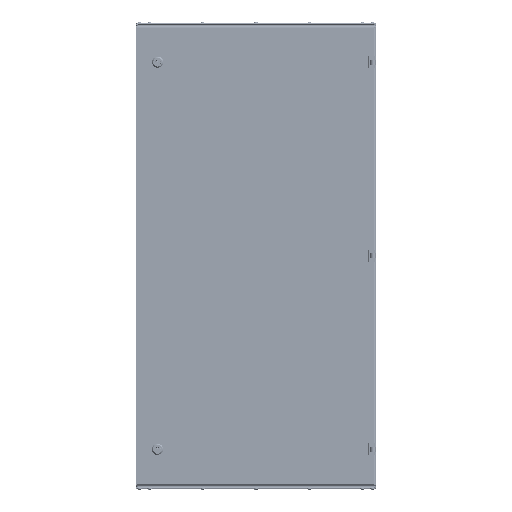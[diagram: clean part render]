
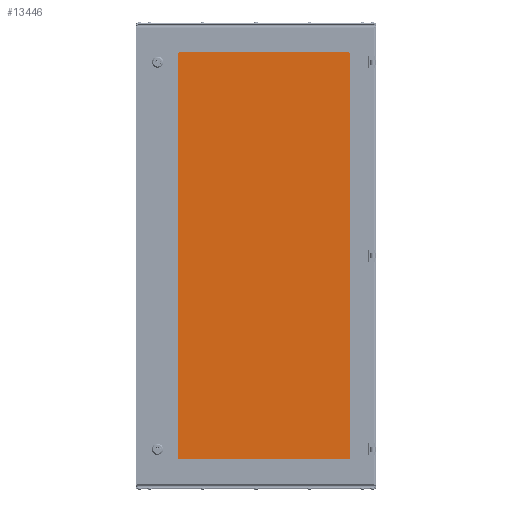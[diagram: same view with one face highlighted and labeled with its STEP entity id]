
A CAD part, top view. The second image highlights one B-rep face of the part: STEP entity #13446.
In plain terms, the highlighted planar face has unit normal (0, 0, 1).
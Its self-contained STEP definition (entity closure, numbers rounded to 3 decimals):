
#1340 = DIRECTION ( 'NONE',  ( 0., 0., 1. ) ) ;
#4813 = VERTEX_POINT ( 'NONE', #67555 ) ;
#5963 = AXIS2_PLACEMENT_3D ( 'NONE', #13819, #6289, #71853 ) ;
#6098 = VERTEX_POINT ( 'NONE', #86398 ) ;
#6289 = DIRECTION ( 'NONE',  ( 0., 0., 1. ) ) ;
#8895 = CARTESIAN_POINT ( 'NONE',  ( -217.75, -510.5, 4. ) ) ;
#9235 = EDGE_CURVE ( 'NONE', #17086, #53545, #66073, .T. ) ;
#9501 = CARTESIAN_POINT ( 'NONE',  ( 217.75, -520.5, 4. ) ) ;
#10056 = DIRECTION ( 'NONE',  ( 0., 0., 1. ) ) ;
#12731 = CARTESIAN_POINT ( 'NONE',  ( -227.75, -520.5, 4. ) ) ;
#13446 = ADVANCED_FACE ( 'NONE', ( #16607 ), #59099, .F. ) ;
#13819 = CARTESIAN_POINT ( 'NONE',  ( 217.75, 510.5, 4. ) ) ;
#16607 = FACE_OUTER_BOUND ( 'NONE', #58928, .T. ) ;
#16963 = EDGE_CURVE ( 'NONE', #48586, #93233, #22244, .T. ) ;
#17086 = VERTEX_POINT ( 'NONE', #9501 ) ;
#17302 = EDGE_CURVE ( 'NONE', #65945, #17086, #18406, .T. ) ;
#18406 = LINE ( 'NONE', #12731, #79484 ) ;
#20577 = ORIENTED_EDGE ( 'NONE', *, *, #47798, .T. ) ;
#20883 = CARTESIAN_POINT ( 'NONE',  ( -217.75, -520.5, 4. ) ) ;
#21729 = LINE ( 'NONE', #42986, #84205 ) ;
#22244 = LINE ( 'NONE', #43956, #61437 ) ;
#23844 = ORIENTED_EDGE ( 'NONE', *, *, #48877, .T. ) ;
#25311 = CIRCLE ( 'NONE', #28333, 10. ) ;
#25547 = CIRCLE ( 'NONE', #5963, 10. ) ;
#25671 = LINE ( 'NONE', #90843, #82888 ) ;
#26126 = DIRECTION ( 'NONE',  ( -1., 0., 0. ) ) ;
#26167 = CARTESIAN_POINT ( 'NONE',  ( -217.75, 510.5, 4. ) ) ;
#26439 = ORIENTED_EDGE ( 'NONE', *, *, #16963, .T. ) ;
#28333 = AXIS2_PLACEMENT_3D ( 'NONE', #8895, #1340, #29181 ) ;
#29040 = CARTESIAN_POINT ( 'NONE',  ( -227.75, -510.5, 4. ) ) ;
#29181 = DIRECTION ( 'NONE',  ( -1., 0., 0. ) ) ;
#29735 = DIRECTION ( 'NONE',  ( 0., 1., 0. ) ) ;
#30217 = EDGE_CURVE ( 'NONE', #4813, #48586, #37240, .T. ) ;
#37240 = CIRCLE ( 'NONE', #88544, 10. ) ;
#39054 = ORIENTED_EDGE ( 'NONE', *, *, #9235, .T. ) ;
#41519 = DIRECTION ( 'NONE',  ( 1., 0., 0. ) ) ;
#42986 = CARTESIAN_POINT ( 'NONE',  ( 227.75, -520.5, 4. ) ) ;
#43956 = CARTESIAN_POINT ( 'NONE',  ( -227.75, -520.5, 4. ) ) ;
#45074 = AXIS2_PLACEMENT_3D ( 'NONE', #74693, #10056, #68084 ) ;
#45397 = AXIS2_PLACEMENT_3D ( 'NONE', #87919, #65700, #86972 ) ;
#47798 = EDGE_CURVE ( 'NONE', #60015, #6098, #25547, .T. ) ;
#48586 = VERTEX_POINT ( 'NONE', #85710 ) ;
#48877 = EDGE_CURVE ( 'NONE', #6098, #4813, #25671, .T. ) ;
#49282 = ORIENTED_EDGE ( 'NONE', *, *, #61757, .T. ) ;
#53545 = VERTEX_POINT ( 'NONE', #87179 ) ;
#54072 = ORIENTED_EDGE ( 'NONE', *, *, #62934, .T. ) ;
#58928 = EDGE_LOOP ( 'NONE', ( #89304, #39054, #49282, #20577, #23844, #70274, #26439, #54072 ) ) ;
#59099 = PLANE ( 'NONE',  #45397 ) ;
#59748 = CARTESIAN_POINT ( 'NONE',  ( 227.75, 510.5, 4. ) ) ;
#60015 = VERTEX_POINT ( 'NONE', #59748 ) ;
#61437 = VECTOR ( 'NONE', #72735, 1000. ) ;
#61757 = EDGE_CURVE ( 'NONE', #53545, #60015, #21729, .T. ) ;
#62934 = EDGE_CURVE ( 'NONE', #93233, #65945, #25311, .T. ) ;
#65700 = DIRECTION ( 'NONE',  ( 0., 0., -1. ) ) ;
#65945 = VERTEX_POINT ( 'NONE', #20883 ) ;
#66073 = CIRCLE ( 'NONE', #45074, 10. ) ;
#67555 = CARTESIAN_POINT ( 'NONE',  ( -217.75, 520.5, 4. ) ) ;
#68084 = DIRECTION ( 'NONE',  ( -1., 0., 0. ) ) ;
#69135 = DIRECTION ( 'NONE',  ( 0., 0., 1. ) ) ;
#70274 = ORIENTED_EDGE ( 'NONE', *, *, #30217, .T. ) ;
#71853 = DIRECTION ( 'NONE',  ( -1., 0., 0. ) ) ;
#72735 = DIRECTION ( 'NONE',  ( 0., -1., 0. ) ) ;
#74693 = CARTESIAN_POINT ( 'NONE',  ( 217.75, -510.5, 4. ) ) ;
#79484 = VECTOR ( 'NONE', #41519, 1000. ) ;
#82888 = VECTOR ( 'NONE', #26126, 1000. ) ;
#83289 = DIRECTION ( 'NONE',  ( -1., 0., 0. ) ) ;
#84205 = VECTOR ( 'NONE', #29735, 1000. ) ;
#85710 = CARTESIAN_POINT ( 'NONE',  ( -227.75, 510.5, 4. ) ) ;
#86398 = CARTESIAN_POINT ( 'NONE',  ( 217.75, 520.5, 4. ) ) ;
#86972 = DIRECTION ( 'NONE',  ( -1., 0., 0. ) ) ;
#87179 = CARTESIAN_POINT ( 'NONE',  ( 227.75, -510.5, 4. ) ) ;
#87919 = CARTESIAN_POINT ( 'NONE',  ( 0., 0., 4. ) ) ;
#88544 = AXIS2_PLACEMENT_3D ( 'NONE', #26167, #69135, #83289 ) ;
#89304 = ORIENTED_EDGE ( 'NONE', *, *, #17302, .T. ) ;
#90843 = CARTESIAN_POINT ( 'NONE',  ( -227.75, 520.5, 4. ) ) ;
#93233 = VERTEX_POINT ( 'NONE', #29040 ) ;
